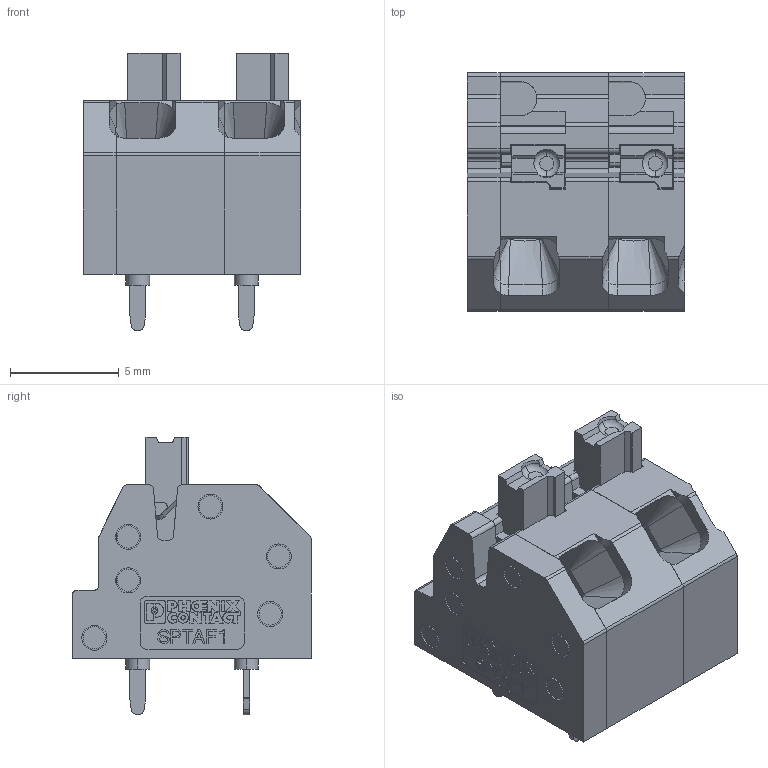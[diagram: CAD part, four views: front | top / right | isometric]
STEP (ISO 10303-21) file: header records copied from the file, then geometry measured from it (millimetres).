
FILE_DESCRIPTION (( 'STEP AP214' ), '1' );
FILE_NAME ('1862411.stp', '2023-12-11T21:01:48', ( '' ), ( '' ), 'SwSTEP 2.0', 'SolidWorks 2018', '' );
FILE_SCHEMA (( 'AUTOMOTIVE_DESIGN' ));
Length unit declared in the file: millimetre
Products named in the file (16): Bohrloch.stp; Bohrloch.1.stp; SPTAF_1-5.0_housing.stp; SPTAF_1_5.0_EL.stp; SPTAF_1-3.5_housing.stp; 1862411.stp; SPTAF_1_3.5_EL_Abschluss.stp; 1862411; SPTAF-0-DKL.1.stp
Assembly tree (10 placements, depth 4):
  Bohrloch.1.stp
  SPTAF_1-5.0_housing.stp
  SPTAF_1-3.5_housing.stp
  1862411
    1862411.stp
      SPTAF_1_3.5_EL_Abschluss.stp
        Bohrloch.stp  x2
        SPTAF_1-3.5_housing.stp
      SPTAF_1_5.0_EL.stp
        Bohrloch.1.stp  x2
        SPTAF_1-5.0_housing.stp
      SPTAF-0-DKL.1.stp
  Bohrloch.stp
Bounding box: 10 x 11 x 12.8 mm (x, y, z)
Volume: 689.5 mm3; surface area: 1211.2 mm2
Topology: 7 solids, 7 shells, 871 faces, 2305 edges, 1503 vertices
Faces by surface type: plane 551, cylinder 212, bspline 49, torus 32, sphere 17, cone 10
Entity records: 30934 total; most frequent: CARTESIAN_POINT 8012, ORIENTED_EDGE 4580, DIRECTION 4254, EDGE_CURVE 2290, VECTOR 1610, LINE 1610, VERTEX_POINT 1495, AXIS2_PLACEMENT_3D 1322
